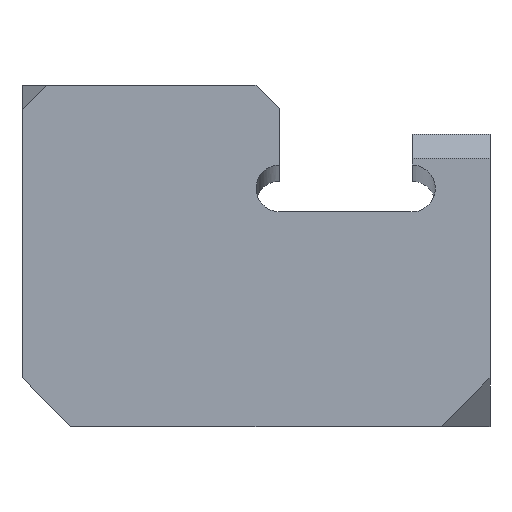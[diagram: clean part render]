
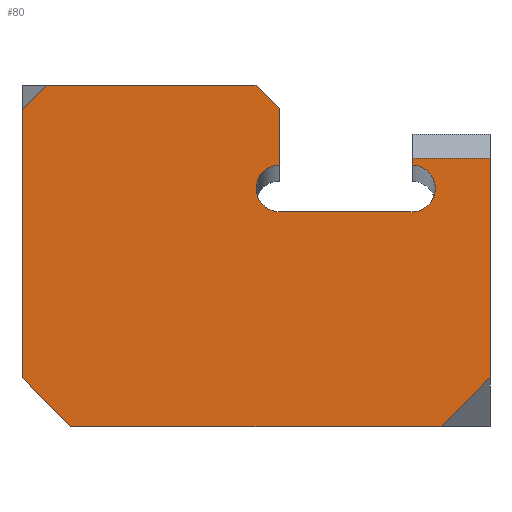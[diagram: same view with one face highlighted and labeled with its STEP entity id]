
A CAD part, left-side view. The second image highlights one B-rep face of the part: STEP entity #80.
In plain terms, the highlighted planar face has unit normal (-1, 0, 0).
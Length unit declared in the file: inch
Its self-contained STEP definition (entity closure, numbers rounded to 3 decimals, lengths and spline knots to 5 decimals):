
#5 = ORIENTED_EDGE ( 'NONE', *, *, #648, .F. ) ;
#23 = CARTESIAN_POINT ( 'NONE',  ( -7.63656, 0.085, -0.405 ) ) ;
#33 = CARTESIAN_POINT ( 'NONE',  ( -7.63656, -0.185, -0.46875 ) ) ;
#41 = CARTESIAN_POINT ( 'NONE',  ( -7.63656, -0.64553, -0.8125 ) ) ;
#49 = CARTESIAN_POINT ( 'NONE',  ( -7.63656, 0.09287, -0.53711 ) ) ;
#51 = CARTESIAN_POINT ( 'NONE',  ( -7.63656, 0.09287, -0.47711 ) ) ;
#69 = DIRECTION ( 'NONE',  ( 0., 0., -1. ) ) ;
#74 = VECTOR ( 'NONE', #739, 39.37008 ) ;
#78 = EDGE_CURVE ( 'NONE', #425, #180, #356, .T. ) ;
#80 = ADVANCED_FACE ( 'NONE', ( #119 ), #755, .F. ) ;
#86 = DIRECTION ( 'NONE',  ( 0., 0.707, 0.707 ) ) ;
#93 = EDGE_CURVE ( 'NONE', #413, #621, #140, .T. ) ;
#118 = CARTESIAN_POINT ( 'NONE',  ( -7.63656, -0.115, -0.51495 ) ) ;
#119 = FACE_OUTER_BOUND ( 'NONE', #892, .T. ) ;
#123 = VECTOR ( 'NONE', #686, 39.37008 ) ;
#137 = CARTESIAN_POINT ( 'NONE',  ( -7.63656, -0.94339, 0.95214 ) ) ;
#140 = B_SPLINE_CURVE_WITH_KNOTS ( 'NONE', 3,
 ( #865, #338, #379, #318, #450, #118, #516, #591, #279, #525 ),
 .UNSPECIFIED., .F., .F.,
 ( 4, 2, 2, 2, 4 ),
 ( 0., 0.0006, 0.0012, 0.00179, 0.00239 ),
 .UNSPECIFIED. ) ;
#144 = LINE ( 'NONE', #214, #123 ) ;
#145 = CARTESIAN_POINT ( 'NONE',  ( -7.63656, -0.185, -0.375 ) ) ;
#151 = B_SPLINE_CURVE_WITH_KNOTS ( 'NONE', 3,
 ( #521, #49, #732, #321, #794, #384, #870, #456, #51, #527 ),
 .UNSPECIFIED., .F., .F.,
 ( 4, 2, 2, 2, 4 ),
 ( 0., 0.0006, 0.0012, 0.00179, 0.00239 ),
 .UNSPECIFIED. ) ;
#154 = AXIS2_PLACEMENT_3D ( 'NONE', #733, #235, #552 ) ;
#158 = VERTEX_POINT ( 'NONE', #639 ) ;
#160 = ORIENTED_EDGE ( 'NONE', *, *, #78, .F. ) ;
#176 = ORIENTED_EDGE ( 'NONE', *, *, #258, .T. ) ;
#179 = VECTOR ( 'NONE', #364, 39.37008 ) ;
#180 = VERTEX_POINT ( 'NONE', #351 ) ;
#191 = VECTOR ( 'NONE', #319, 39.37008 ) ;
#214 = CARTESIAN_POINT ( 'NONE',  ( -7.63656, 0.3525, -0.8125 ) ) ;
#235 = DIRECTION ( 'NONE',  ( 1., 0., 0. ) ) ;
#239 = VECTOR ( 'NONE', #86, 39.37008 ) ;
#251 = VERTEX_POINT ( 'NONE', #625 ) ;
#258 = EDGE_CURVE ( 'NONE', #251, #180, #144, .T. ) ;
#274 = VERTEX_POINT ( 'NONE', #890 ) ;
#279 = CARTESIAN_POINT ( 'NONE',  ( -7.63656, -0.09287, -0.53711 ) ) ;
#280 = VECTOR ( 'NONE', #887, 39.37008 ) ;
#293 = ORIENTED_EDGE ( 'NONE', *, *, #93, .T. ) ;
#302 = ORIENTED_EDGE ( 'NONE', *, *, #369, .T. ) ;
#306 = VECTOR ( 'NONE', #689, 39.37008 ) ;
#318 = CARTESIAN_POINT ( 'NONE',  ( -7.63656, -0.11176, -0.49145 ) ) ;
#319 = DIRECTION ( 'NONE',  ( 0., 1., 0. ) ) ;
#321 = CARTESIAN_POINT ( 'NONE',  ( -7.63656, 0.11176, -0.52277 ) ) ;
#332 = ORIENTED_EDGE ( 'NONE', *, *, #871, .T. ) ;
#336 = CARTESIAN_POINT ( 'NONE',  ( -7.63656, 0.085, -0.47711 ) ) ;
#338 = CARTESIAN_POINT ( 'NONE',  ( -7.63656, -0.09287, -0.47711 ) ) ;
#342 = ORIENTED_EDGE ( 'NONE', *, *, #502, .T. ) ;
#345 = EDGE_CURVE ( 'NONE', #621, #816, #443, .T. ) ;
#351 = CARTESIAN_POINT ( 'NONE',  ( -7.63656, 0.3525, -0.8125 ) ) ;
#352 = LINE ( 'NONE', #705, #179 ) ;
#356 = LINE ( 'NONE', #41, #744 ) ;
#364 = DIRECTION ( 'NONE',  ( 0., 0.707, -0.707 ) ) ;
#369 = EDGE_CURVE ( 'NONE', #451, #699, #544, .T. ) ;
#379 = CARTESIAN_POINT ( 'NONE',  ( -7.63656, -0.10066, -0.48035 ) ) ;
#384 = CARTESIAN_POINT ( 'NONE',  ( -7.63656, 0.115, -0.49927 ) ) ;
#396 = VERTEX_POINT ( 'NONE', #542 ) ;
#399 = CARTESIAN_POINT ( 'NONE',  ( -7.63656, 0.415, -0.8125 ) ) ;
#407 = EDGE_CURVE ( 'NONE', #158, #713, #757, .T. ) ;
#412 = LINE ( 'NONE', #899, #239 ) ;
#413 = VERTEX_POINT ( 'NONE', #745 ) ;
#414 = ORIENTED_EDGE ( 'NONE', *, *, #869, .T. ) ;
#417 = EDGE_CURVE ( 'NONE', #158, #251, #835, .T. ) ;
#425 = VERTEX_POINT ( 'NONE', #747 ) ;
#430 = ORIENTED_EDGE ( 'NONE', *, *, #417, .T. ) ;
#431 = LINE ( 'NONE', #811, #280 ) ;
#434 = EDGE_CURVE ( 'NONE', #468, #413, #431, .T. ) ;
#443 = LINE ( 'NONE', #803, #74 ) ;
#450 = CARTESIAN_POINT ( 'NONE',  ( -7.63656, -0.115, -0.49926 ) ) ;
#451 = VERTEX_POINT ( 'NONE', #336 ) ;
#454 = CARTESIAN_POINT ( 'NONE',  ( -7.63656, -0.64553, -0.375 ) ) ;
#456 = CARTESIAN_POINT ( 'NONE',  ( -7.63656, 0.10066, -0.48034 ) ) ;
#463 = CARTESIAN_POINT ( 'NONE',  ( -7.63656, 0.085, 1.25 ) ) ;
#468 = VERTEX_POINT ( 'NONE', #472 ) ;
#472 = CARTESIAN_POINT ( 'NONE',  ( -7.63656, -0.085, -0.46875 ) ) ;
#484 = LINE ( 'NONE', #629, #630 ) ;
#492 = ORIENTED_EDGE ( 'NONE', *, *, #407, .F. ) ;
#502 = EDGE_CURVE ( 'NONE', #396, #741, #626, .T. ) ;
#516 = CARTESIAN_POINT ( 'NONE',  ( -7.63656, -0.11177, -0.52277 ) ) ;
#517 = DIRECTION ( 'NONE',  ( 0., 1., 0. ) ) ;
#519 = VECTOR ( 'NONE', #805, 39.37008 ) ;
#521 = CARTESIAN_POINT ( 'NONE',  ( -7.63656, 0.085, -0.53711 ) ) ;
#525 = CARTESIAN_POINT ( 'NONE',  ( -7.63656, -0.085, -0.53711 ) ) ;
#527 = CARTESIAN_POINT ( 'NONE',  ( -7.63656, 0.085, -0.47711 ) ) ;
#530 = EDGE_CURVE ( 'NONE', #741, #468, #484, .T. ) ;
#541 = VECTOR ( 'NONE', #616, 39.37008 ) ;
#542 = CARTESIAN_POINT ( 'NONE',  ( -7.63656, -0.185, -0.75 ) ) ;
#544 = LINE ( 'NONE', #463, #519 ) ;
#549 = EDGE_CURVE ( 'NONE', #699, #274, #412, .T. ) ;
#552 = DIRECTION ( 'NONE',  ( 0., 0., -1. ) ) ;
#591 = CARTESIAN_POINT ( 'NONE',  ( -7.63656, -0.10066, -0.53388 ) ) ;
#614 = VECTOR ( 'NONE', #69, 39.37008 ) ;
#616 = DIRECTION ( 'NONE',  ( 0., -0.707, 0.707 ) ) ;
#621 = VERTEX_POINT ( 'NONE', #643 ) ;
#625 = CARTESIAN_POINT ( 'NONE',  ( -7.63656, 0.415, -0.75 ) ) ;
#626 = LINE ( 'NONE', #145, #306 ) ;
#629 = CARTESIAN_POINT ( 'NONE',  ( -7.63656, -0.085, -0.46875 ) ) ;
#630 = VECTOR ( 'NONE', #692, 39.37008 ) ;
#634 = ORIENTED_EDGE ( 'NONE', *, *, #530, .T. ) ;
#639 = CARTESIAN_POINT ( 'NONE',  ( -7.63656, 0.415, -0.40625 ) ) ;
#643 = CARTESIAN_POINT ( 'NONE',  ( -7.63656, -0.085, -0.53711 ) ) ;
#648 = EDGE_CURVE ( 'NONE', #396, #425, #352, .T. ) ;
#686 = DIRECTION ( 'NONE',  ( 0., -0.707, -0.707 ) ) ;
#689 = DIRECTION ( 'NONE',  ( 0., 0., 1. ) ) ;
#692 = DIRECTION ( 'NONE',  ( 0., 1., 0. ) ) ;
#699 = VERTEX_POINT ( 'NONE', #23 ) ;
#705 = CARTESIAN_POINT ( 'NONE',  ( -7.63656, -1.41527, 0.48027 ) ) ;
#707 = LINE ( 'NONE', #454, #191 ) ;
#713 = VERTEX_POINT ( 'NONE', #715 ) ;
#715 = CARTESIAN_POINT ( 'NONE',  ( -7.63656, 0.38375, -0.375 ) ) ;
#731 = ORIENTED_EDGE ( 'NONE', *, *, #345, .T. ) ;
#732 = CARTESIAN_POINT ( 'NONE',  ( -7.63656, 0.10066, -0.53388 ) ) ;
#733 = CARTESIAN_POINT ( 'NONE',  ( -7.63656, -0.64553, 1.25 ) ) ;
#739 = DIRECTION ( 'NONE',  ( 0., 1., 0. ) ) ;
#741 = VERTEX_POINT ( 'NONE', #33 ) ;
#744 = VECTOR ( 'NONE', #517, 39.37008 ) ;
#745 = CARTESIAN_POINT ( 'NONE',  ( -7.63656, -0.085, -0.47711 ) ) ;
#747 = CARTESIAN_POINT ( 'NONE',  ( -7.63656, -0.1225, -0.8125 ) ) ;
#755 = PLANE ( 'NONE',  #154 ) ;
#757 = LINE ( 'NONE', #137, #541 ) ;
#771 = ORIENTED_EDGE ( 'NONE', *, *, #434, .T. ) ;
#784 = CARTESIAN_POINT ( 'NONE',  ( -7.63656, 0.085, -0.53711 ) ) ;
#794 = CARTESIAN_POINT ( 'NONE',  ( -7.63656, 0.115, -0.51496 ) ) ;
#803 = CARTESIAN_POINT ( 'NONE',  ( -7.63656, -0.64553, -0.53711 ) ) ;
#805 = DIRECTION ( 'NONE',  ( 0., 0., 1. ) ) ;
#811 = CARTESIAN_POINT ( 'NONE',  ( -7.63656, -0.085, 1.25 ) ) ;
#816 = VERTEX_POINT ( 'NONE', #784 ) ;
#835 = LINE ( 'NONE', #399, #614 ) ;
#865 = CARTESIAN_POINT ( 'NONE',  ( -7.63656, -0.085, -0.47711 ) ) ;
#869 = EDGE_CURVE ( 'NONE', #274, #713, #707, .T. ) ;
#870 = CARTESIAN_POINT ( 'NONE',  ( -7.63656, 0.11177, -0.49145 ) ) ;
#871 = EDGE_CURVE ( 'NONE', #816, #451, #151, .T. ) ;
#887 = DIRECTION ( 'NONE',  ( 0., 0., -1. ) ) ;
#890 = CARTESIAN_POINT ( 'NONE',  ( -7.63656, 0.115, -0.375 ) ) ;
#892 = EDGE_LOOP ( 'NONE', ( #5, #342, #634, #771, #293, #731, #332, #302, #893, #414, #492, #430, #176, #160 ) ) ;
#893 = ORIENTED_EDGE ( 'NONE', *, *, #549, .T. ) ;
#899 = CARTESIAN_POINT ( 'NONE',  ( -7.63656, 0.115, -0.375 ) ) ;
